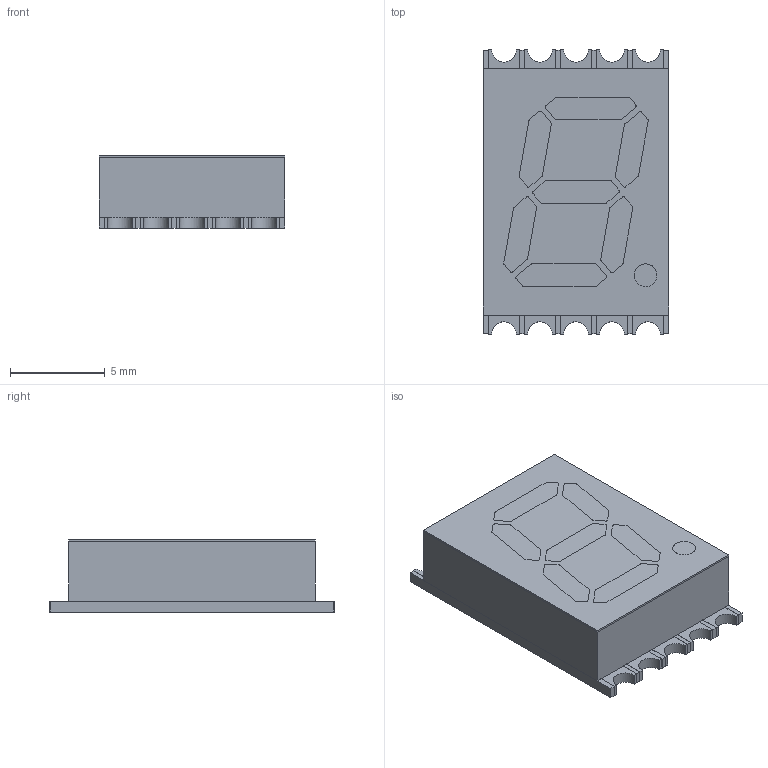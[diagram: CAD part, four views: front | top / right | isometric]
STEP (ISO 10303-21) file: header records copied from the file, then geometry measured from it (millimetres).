
FILE_DESCRIPTION(/* description */ (''),/* implementation_level */ '2;1');
FILE_NAME(/* name */ 'VDMx10x0',/* time_stamp */ '2014-07-04T22:23:07+02:00',/* author */ (''),/* organization */ (''),/* preprocessor_version */ 'ST-DEVELOPER v14',/* originating_system */ '',/* authorisation */ '');
FILE_SCHEMA (('AUTOMOTIVE_DESIGN'));
Length unit declared in the file: millimetre
Products named in the file (1): Document
Bounding box: 9.8 x 15 x 3.84 mm (x, y, z)
Volume: 495.8 mm3; surface area: 1430.1 mm2
Topology: 21 solids, 21 shells, 477 faces, 1296 edges, 868 vertices
Faces by surface type: bspline 407, plane 70
Entity records: 30236 total; most frequent: CARTESIAN_POINT 14522, ORIENTED_EDGE 2568, PCURVE 2568, DEFINITIONAL_REPRESENTATION 2568, B_SPLINE_CURVE_WITH_KNOTS 2519, SURFACE_CURVE 1284, EDGE_CURVE 1284, VERTEX_POINT 856
